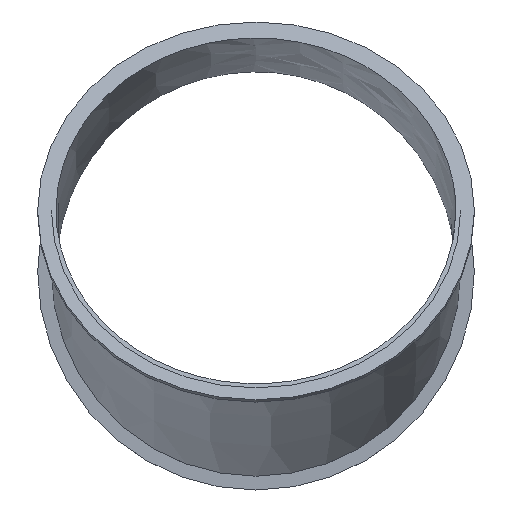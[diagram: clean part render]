
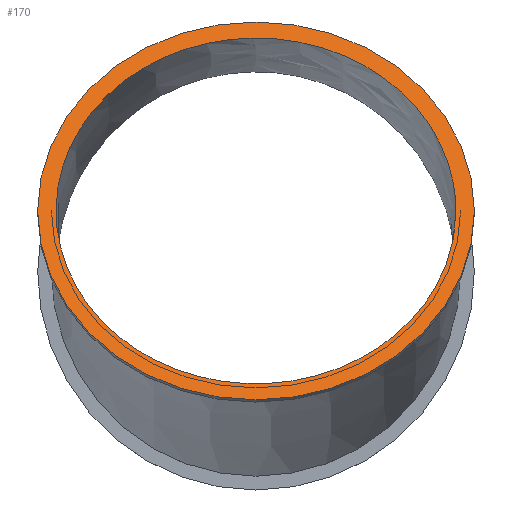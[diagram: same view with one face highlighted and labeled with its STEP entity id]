
A CAD part, top view. The second image highlights one B-rep face of the part: STEP entity #170.
In plain terms, the highlighted planar face has unit normal (0, 0.5, 0.866).
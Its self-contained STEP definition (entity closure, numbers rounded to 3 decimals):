
#21=PLANE('',#188);
#27=FACE_BOUND('',#54,.T.);
#28=FACE_BOUND('',#55,.T.);
#39=FACE_OUTER_BOUND('',#53,.T.);
#53=EDGE_LOOP('',(#150));
#54=EDGE_LOOP('',(#151));
#55=EDGE_LOOP('',(#152,#153));
#63=CIRCLE('',#181,89.);
#66=CIRCLE('',#186,95.);
#77=B_SPLINE_CURVE_WITH_KNOTS('',3,(#547,#548,#549,#550,#551,#552,#553,
#554,#555,#556,#557,#558,#559,#560,#561,#562,#563,#564,#565,#566,#567,#568,
#569,#570,#571,#572,#573,#574,#575,#576,#577,#578,#579,#580,#581,#582),
 .UNSPECIFIED.,.T.,.F.,(4,2,2,2,2,2,2,2,2,2,2,2,2,2,2,2,2,4),(0.,3.394,
6.788,10.184,13.583,16.984,20.385,
23.784,27.179,30.572,33.965,37.36,
40.759,44.161,47.562,50.96,52.883,
54.805),.UNSPECIFIED.);
#87=VERTEX_POINT('',#372);
#88=VERTEX_POINT('',#380);
#91=VERTEX_POINT('',#418);
#93=VERTEX_POINT('',#542);
#105=EDGE_CURVE('',#87,#88,#63,.T.);
#110=EDGE_CURVE('',#91,#91,#66,.T.);
#113=EDGE_CURVE('',#93,#93,#77,.T.);
#150=ORIENTED_EDGE('',*,*,#110,.F.);
#151=ORIENTED_EDGE('',*,*,#113,.T.);
#152=ORIENTED_EDGE('',*,*,#105,.F.);
#153=ORIENTED_EDGE('',*,*,#105,.T.);
#170=ADVANCED_FACE('',(#39,#27,#28),#21,.F.);
#181=AXIS2_PLACEMENT_3D('',#381,#207,#208);
#186=AXIS2_PLACEMENT_3D('',#419,#217,#218);
#188=AXIS2_PLACEMENT_3D('',#583,#221,#222);
#207=DIRECTION('center_axis',(0.,-0.5,-0.866));
#208=DIRECTION('ref_axis',(-1.,0.,0.));
#217=DIRECTION('center_axis',(0.,-0.5,-0.866));
#218=DIRECTION('ref_axis',(-1.,0.,0.));
#221=DIRECTION('center_axis',(0.,-0.5,-0.866));
#222=DIRECTION('ref_axis',(-1.,0.,0.));
#372=CARTESIAN_POINT('',(89.001,27.867,104.));
#380=CARTESIAN_POINT('',(-89.,27.867,104.));
#381=CARTESIAN_POINT('Origin',(0.,27.867,104.));
#418=CARTESIAN_POINT('',(95.,27.867,104.));
#419=CARTESIAN_POINT('Origin',(0.,27.867,104.));
#542=CARTESIAN_POINT('',(87.,27.867,104.));
#547=CARTESIAN_POINT('Ctrl Pts',(81.131,55.05,88.306));
#548=CARTESIAN_POINT('Ctrl Pts',(85.219,45.913,93.581));
#549=CARTESIAN_POINT('Ctrl Pts',(87.207,36.174,99.204));
#550=CARTESIAN_POINT('Ctrl Pts',(86.759,16.581,110.516));
#551=CARTESIAN_POINT('Ctrl Pts',(84.327,6.917,116.095));
#552=CARTESIAN_POINT('Ctrl Pts',(75.32,-11.065,126.477));
#553=CARTESIAN_POINT('Ctrl Pts',(68.828,-19.211,131.18));
#554=CARTESIAN_POINT('Ctrl Pts',(52.6,-32.895,139.081));
#555=CARTESIAN_POINT('Ctrl Pts',(43.015,-38.301,142.202));
#556=CARTESIAN_POINT('Ctrl Pts',(21.988,-45.63,146.433));
#557=CARTESIAN_POINT('Ctrl Pts',(10.744,-47.481,147.502));
#558=CARTESIAN_POINT('Ctrl Pts',(-11.927,-47.348,147.425));
#559=CARTESIAN_POINT('Ctrl Pts',(-23.14,-45.365,146.28));
#560=CARTESIAN_POINT('Ctrl Pts',(-44.05,-37.789,141.907));
#561=CARTESIAN_POINT('Ctrl Pts',(-53.548,-32.272,138.721));
#562=CARTESIAN_POINT('Ctrl Pts',(-69.558,-18.4,130.712));
#563=CARTESIAN_POINT('Ctrl Pts',(-75.921,-10.181,125.967));
#564=CARTESIAN_POINT('Ctrl Pts',(-84.645,7.901,115.527));
#565=CARTESIAN_POINT('Ctrl Pts',(-86.926,17.589,109.934));
#566=CARTESIAN_POINT('Ctrl Pts',(-87.071,37.178,98.624));
#567=CARTESIAN_POINT('Ctrl Pts',(-84.934,46.89,93.017));
#568=CARTESIAN_POINT('Ctrl Pts',(-76.48,65.066,82.523));
#569=CARTESIAN_POINT('Ctrl Pts',(-70.241,73.355,77.738));
#570=CARTESIAN_POINT('Ctrl Pts',(-54.438,87.404,69.626));
#571=CARTESIAN_POINT('Ctrl Pts',(-45.021,93.028,66.379));
#572=CARTESIAN_POINT('Ctrl Pts',(-24.22,100.837,61.871));
#573=CARTESIAN_POINT('Ctrl Pts',(-13.033,102.944,60.654));
#574=CARTESIAN_POINT('Ctrl Pts',(9.638,103.327,60.433));
#575=CARTESIAN_POINT('Ctrl Pts',(20.906,101.599,61.43));
#576=CARTESIAN_POINT('Ctrl Pts',(42.034,94.504,65.527));
#577=CARTESIAN_POINT('Ctrl Pts',(51.695,89.207,68.585));
#578=CARTESIAN_POINT('Ctrl Pts',(64.56,78.634,74.689));
#579=CARTESIAN_POINT('Ctrl Pts',(68.708,74.38,77.146));
#580=CARTESIAN_POINT('Ctrl Pts',(75.846,65.16,82.469));
#581=CARTESIAN_POINT('Ctrl Pts',(78.815,60.224,85.319));
#582=CARTESIAN_POINT('Ctrl Pts',(81.131,55.05,88.306));
#583=CARTESIAN_POINT('Origin',(0.,27.867,104.));
